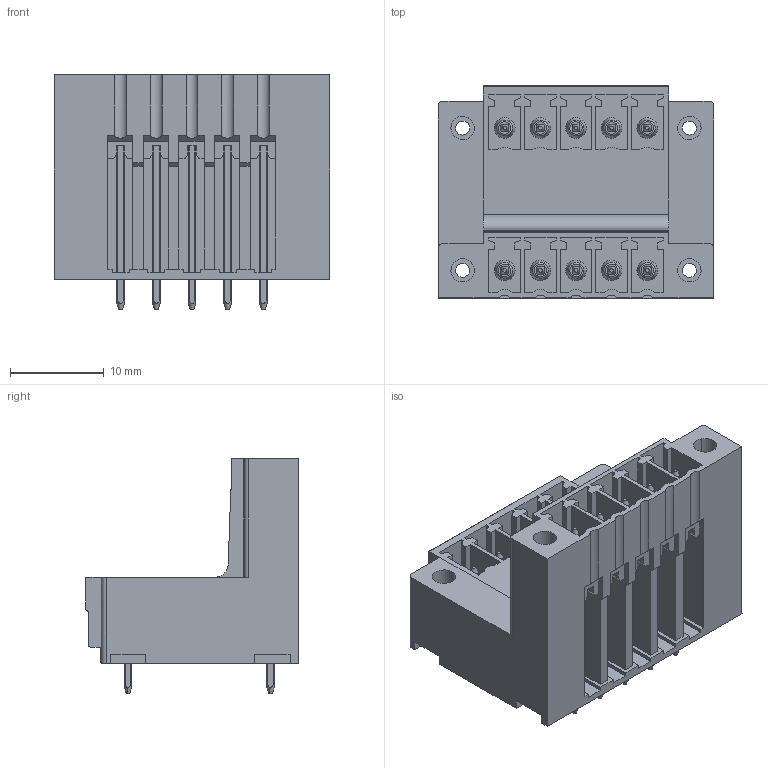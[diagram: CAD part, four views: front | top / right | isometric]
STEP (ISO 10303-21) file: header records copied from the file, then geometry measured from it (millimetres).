
FILE_DESCRIPTION(('CATIA V5 STEP Exchange','CAx-IF Rec.Pracs.--- Model Styling and Organization---1.2---2011-12-15'),'2;1');
FILE_NAME ('D1447313_0', '2018-10-15T07:35:41+00:00', ('none'), ('Weidmueller'), 'CATIA Version 5-6 Release 2014', 'CATIA V5 STEP AP214', 'none');
FILE_SCHEMA(('AUTOMOTIVE_DESIGN { 1 0 10303 214 1 1 1 1 }'));
Length unit declared in the file: millimetre
Products named in the file (1): 1035020000
Bounding box: 29.44 x 22.7 x 25.1 mm (x, y, z)
Volume: 5571 mm3; surface area: 6893.6 mm2
Topology: 11 solids, 11 shells, 672 faces, 1855 edges, 1233 vertices
Faces by surface type: plane 436, cylinder 152, cone 64, torus 20
Entity records: 21635 total; most frequent: CARTESIAN_POINT 6120, ORIENTED_EDGE 3710, DIRECTION 2324, EDGE_CURVE 1855, VECTOR 1300, LINE 1300, VERTEX_POINT 1233, EDGE_LOOP 738
